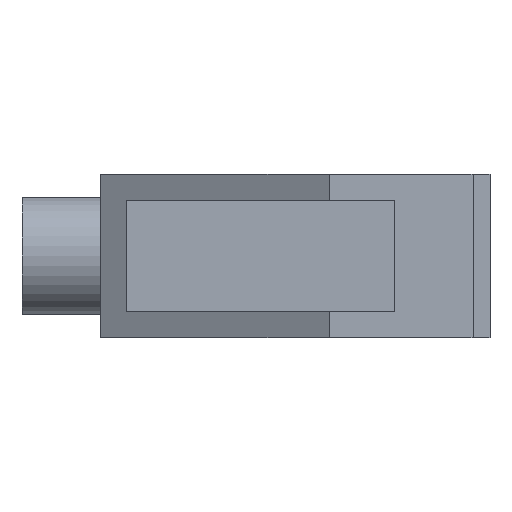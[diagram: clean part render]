
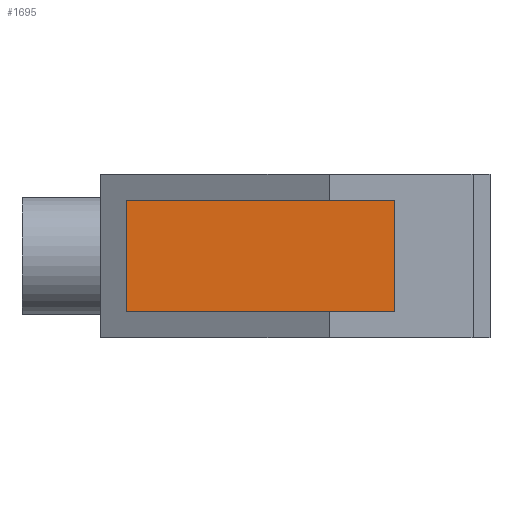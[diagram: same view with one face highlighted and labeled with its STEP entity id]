
A CAD part, left-side view. The second image highlights one B-rep face of the part: STEP entity #1695.
In plain terms, the highlighted planar face has unit normal (-1, 0, 0).
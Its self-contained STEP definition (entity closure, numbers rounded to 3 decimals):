
#7 = CARTESIAN_POINT ( 'NONE',  ( -36., -5.5, -4.25 ) ) ;
#107 = EDGE_LOOP ( 'NONE', ( #1601, #3322, #345, #1303 ) ) ;
#345 = ORIENTED_EDGE ( 'NONE', *, *, #1374, .T. ) ;
#612 = DIRECTION ( 'NONE',  ( 0., -1., 0. ) ) ;
#908 = CARTESIAN_POINT ( 'NONE',  ( -36., 15., -4.25 ) ) ;
#1082 = VERTEX_POINT ( 'NONE', #1496 ) ;
#1124 = VECTOR ( 'NONE', #612, 1000. ) ;
#1164 = VECTOR ( 'NONE', #2305, 1000. ) ;
#1200 = CARTESIAN_POINT ( 'NONE',  ( -36., -5.5, 4.25 ) ) ;
#1255 = DIRECTION ( 'NONE',  ( -1., 0., 0. ) ) ;
#1303 = ORIENTED_EDGE ( 'NONE', *, *, #3709, .T. ) ;
#1310 = LINE ( 'NONE', #3356, #1124 ) ;
#1374 = EDGE_CURVE ( 'NONE', #1595, #2382, #1481, .T. ) ;
#1441 = EDGE_CURVE ( 'NONE', #3268, #1595, #2479, .T. ) ;
#1481 = LINE ( 'NONE', #1700, #1164 ) ;
#1484 = VECTOR ( 'NONE', #2628, 1000. ) ;
#1496 = CARTESIAN_POINT ( 'NONE',  ( -36., 15., -4.25 ) ) ;
#1533 = PLANE ( 'NONE',  #3075 ) ;
#1595 = VERTEX_POINT ( 'NONE', #1200 ) ;
#1601 = ORIENTED_EDGE ( 'NONE', *, *, #2735, .T. ) ;
#1695 = ADVANCED_FACE ( 'NONE', ( #2623 ), #1533, .T. ) ;
#1700 = CARTESIAN_POINT ( 'NONE',  ( -36., 15., 4.25 ) ) ;
#1829 = CARTESIAN_POINT ( 'NONE',  ( -36., -5.5, -4.25 ) ) ;
#2297 = VECTOR ( 'NONE', #2701, 1000. ) ;
#2305 = DIRECTION ( 'NONE',  ( 0., 1., 0. ) ) ;
#2317 = CARTESIAN_POINT ( 'NONE',  ( -36., -5.5, -4.25 ) ) ;
#2382 = VERTEX_POINT ( 'NONE', #2773 ) ;
#2479 = LINE ( 'NONE', #2317, #1484 ) ;
#2623 = FACE_OUTER_BOUND ( 'NONE', #107, .T. ) ;
#2628 = DIRECTION ( 'NONE',  ( 0., 0., 1. ) ) ;
#2701 = DIRECTION ( 'NONE',  ( 0., 0., -1. ) ) ;
#2726 = LINE ( 'NONE', #908, #2297 ) ;
#2735 = EDGE_CURVE ( 'NONE', #1082, #3268, #1310, .T. ) ;
#2773 = CARTESIAN_POINT ( 'NONE',  ( -36., 15., 4.25 ) ) ;
#3075 = AXIS2_PLACEMENT_3D ( 'NONE', #7, #1255, #3377 ) ;
#3268 = VERTEX_POINT ( 'NONE', #1829 ) ;
#3322 = ORIENTED_EDGE ( 'NONE', *, *, #1441, .T. ) ;
#3356 = CARTESIAN_POINT ( 'NONE',  ( -36., 15., -4.25 ) ) ;
#3377 = DIRECTION ( 'NONE',  ( 0., 0., 1. ) ) ;
#3709 = EDGE_CURVE ( 'NONE', #2382, #1082, #2726, .T. ) ;
